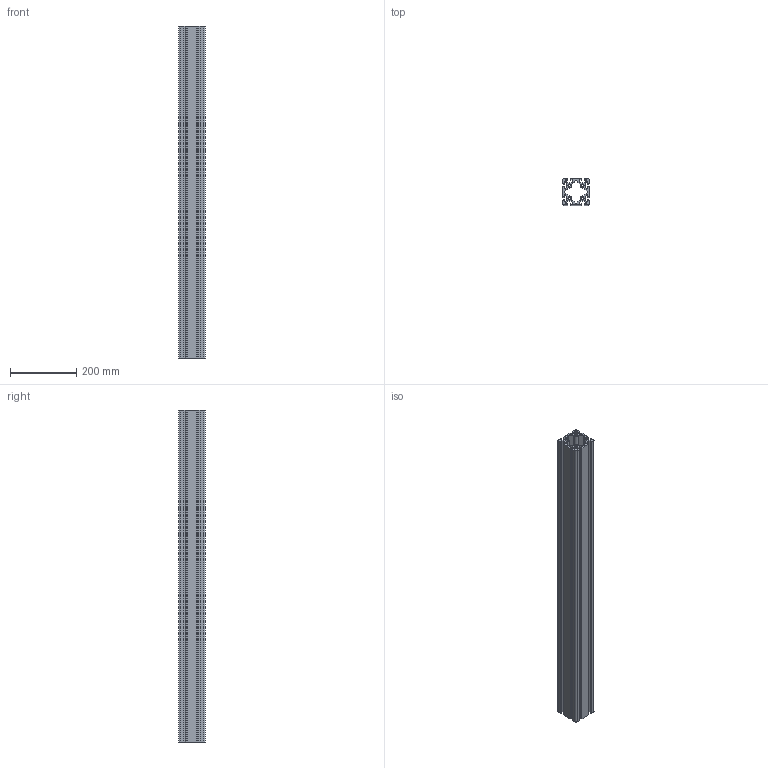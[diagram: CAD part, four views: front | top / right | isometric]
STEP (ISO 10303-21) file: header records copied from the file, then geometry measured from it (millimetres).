
FILE_DESCRIPTION (( 'STEP AP203' ), '1' );
FILE_NAME ('ALF-8080-8W.step', '2024-08-07T10:27:24', ( '' ), ( '' ), 'SwSTEP 2.0', 'SolidWorks 2022', '' );
FILE_SCHEMA (( 'CONFIG_CONTROL_DESIGN' ));
Length unit declared in the file: millimetre
Products named in the file (1): ALF-8080-8W
Bounding box: 80 x 80 x 1000 mm (x, y, z)
Volume: 2270124.6 mm3; surface area: 967764.7 mm2
Topology: 1 solids, 1 shells, 269 faces, 801 edges, 534 vertices
Faces by surface type: plane 150, cylinder 119
Entity records: 9170 total; most frequent: CARTESIAN_POINT 1605, ORIENTED_EDGE 1602, DIRECTION 1579, EDGE_CURVE 801, LINE 563, VECTOR 563, VERTEX_POINT 534, AXIS2_PLACEMENT_3D 508
